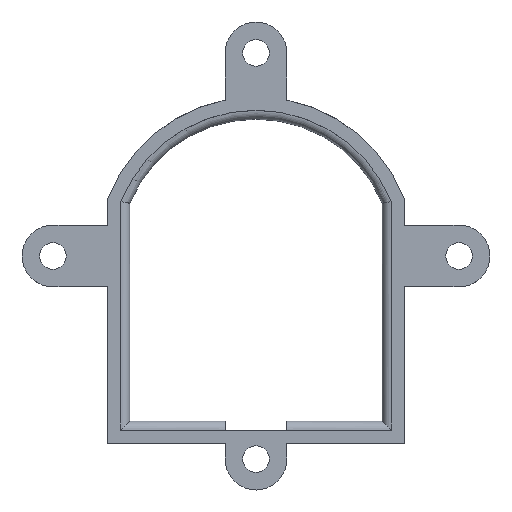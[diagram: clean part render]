
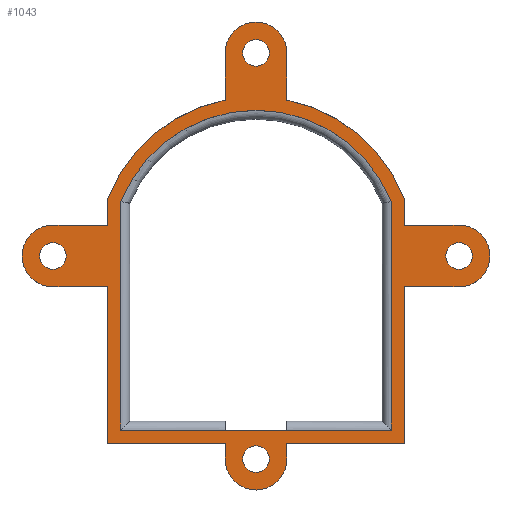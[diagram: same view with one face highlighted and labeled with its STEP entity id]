
A CAD part, top view. The second image highlights one B-rep face of the part: STEP entity #1043.
In plain terms, the highlighted planar face has unit normal (0, 0, 1).
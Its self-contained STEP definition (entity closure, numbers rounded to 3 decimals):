
#29=FACE_BOUND('',#148,.T.);
#30=FACE_BOUND('',#149,.T.);
#31=FACE_BOUND('',#150,.T.);
#32=FACE_BOUND('',#151,.T.);
#33=FACE_BOUND('',#152,.T.);
#47=PLANE('',#1134);
#91=FACE_OUTER_BOUND('',#147,.T.);
#147=EDGE_LOOP('',(#792,#793,#794,#795,#796,#797,#798,#799,#800,#801,#802,
#803,#804,#805,#806,#807,#808,#809,#810,#811));
#148=EDGE_LOOP('',(#812,#813,#814,#815));
#149=EDGE_LOOP('',(#816));
#150=EDGE_LOOP('',(#817));
#151=EDGE_LOOP('',(#818));
#152=EDGE_LOOP('',(#819));
#234=LINE('',#1668,#344);
#237=LINE('',#1674,#347);
#238=LINE('',#1676,#348);
#239=LINE('',#1680,#349);
#240=LINE('',#1682,#350);
#241=LINE('',#1686,#351);
#242=LINE('',#1690,#352);
#243=LINE('',#1694,#353);
#244=LINE('',#1696,#354);
#245=LINE('',#1700,#355);
#246=LINE('',#1702,#356);
#247=LINE('',#1704,#357);
#248=LINE('',#1706,#358);
#249=LINE('',#1710,#359);
#250=LINE('',#1711,#360);
#251=LINE('',#1713,#361);
#252=LINE('',#1715,#362);
#344=VECTOR('',#1323,10.);
#347=VECTOR('',#1328,10.);
#348=VECTOR('',#1329,10.);
#349=VECTOR('',#1332,10.);
#350=VECTOR('',#1333,10.);
#351=VECTOR('',#1336,10.);
#352=VECTOR('',#1339,10.);
#353=VECTOR('',#1342,10.);
#354=VECTOR('',#1343,10.);
#355=VECTOR('',#1346,10.);
#356=VECTOR('',#1347,10.);
#357=VECTOR('',#1348,10.);
#358=VECTOR('',#1349,10.);
#359=VECTOR('',#1352,10.);
#360=VECTOR('',#1353,10.);
#361=VECTOR('',#1354,10.);
#362=VECTOR('',#1355,10.);
#427=CIRCLE('',#1135,3.5);
#428=CIRCLE('',#1136,18.);
#429=CIRCLE('',#1137,3.5);
#430=CIRCLE('',#1138,18.);
#431=CIRCLE('',#1139,3.5);
#432=CIRCLE('',#1140,3.5);
#433=CIRCLE('',#1141,16.5);
#434=CIRCLE('',#1142,1.5);
#435=CIRCLE('',#1143,1.5);
#436=CIRCLE('',#1144,1.5);
#437=CIRCLE('',#1145,1.5);
#496=VERTEX_POINT('',#1666);
#497=VERTEX_POINT('',#1667);
#498=VERTEX_POINT('',#1672);
#499=VERTEX_POINT('',#1673);
#500=VERTEX_POINT('',#1675);
#501=VERTEX_POINT('',#1677);
#502=VERTEX_POINT('',#1679);
#503=VERTEX_POINT('',#1681);
#504=VERTEX_POINT('',#1683);
#505=VERTEX_POINT('',#1685);
#506=VERTEX_POINT('',#1687);
#507=VERTEX_POINT('',#1689);
#508=VERTEX_POINT('',#1691);
#509=VERTEX_POINT('',#1693);
#510=VERTEX_POINT('',#1695);
#511=VERTEX_POINT('',#1697);
#512=VERTEX_POINT('',#1699);
#513=VERTEX_POINT('',#1701);
#514=VERTEX_POINT('',#1703);
#515=VERTEX_POINT('',#1705);
#516=VERTEX_POINT('',#1707);
#517=VERTEX_POINT('',#1709);
#518=VERTEX_POINT('',#1712);
#519=VERTEX_POINT('',#1714);
#520=VERTEX_POINT('',#1717);
#521=VERTEX_POINT('',#1719);
#522=VERTEX_POINT('',#1721);
#523=VERTEX_POINT('',#1723);
#612=EDGE_CURVE('',#496,#497,#234,.T.);
#615=EDGE_CURVE('',#498,#499,#237,.T.);
#616=EDGE_CURVE('',#500,#498,#238,.T.);
#617=EDGE_CURVE('',#500,#501,#427,.T.);
#618=EDGE_CURVE('',#501,#502,#239,.T.);
#619=EDGE_CURVE('',#503,#502,#240,.T.);
#620=EDGE_CURVE('',#503,#504,#428,.T.);
#621=EDGE_CURVE('',#505,#504,#241,.T.);
#622=EDGE_CURVE('',#505,#506,#429,.T.);
#623=EDGE_CURVE('',#506,#507,#242,.T.);
#624=EDGE_CURVE('',#507,#508,#430,.T.);
#625=EDGE_CURVE('',#508,#509,#243,.T.);
#626=EDGE_CURVE('',#510,#509,#244,.T.);
#627=EDGE_CURVE('',#510,#511,#431,.T.);
#628=EDGE_CURVE('',#511,#512,#245,.T.);
#629=EDGE_CURVE('',#512,#513,#246,.T.);
#630=EDGE_CURVE('',#513,#514,#247,.T.);
#631=EDGE_CURVE('',#515,#514,#248,.T.);
#632=EDGE_CURVE('',#515,#516,#432,.T.);
#633=EDGE_CURVE('',#516,#517,#249,.T.);
#634=EDGE_CURVE('',#517,#499,#250,.T.);
#635=EDGE_CURVE('',#497,#518,#251,.T.);
#636=EDGE_CURVE('',#518,#519,#252,.T.);
#637=EDGE_CURVE('',#519,#496,#433,.T.);
#638=EDGE_CURVE('',#520,#520,#434,.T.);
#639=EDGE_CURVE('',#521,#521,#435,.T.);
#640=EDGE_CURVE('',#522,#522,#436,.T.);
#641=EDGE_CURVE('',#523,#523,#437,.T.);
#792=ORIENTED_EDGE('',*,*,#615,.F.);
#793=ORIENTED_EDGE('',*,*,#616,.F.);
#794=ORIENTED_EDGE('',*,*,#617,.T.);
#795=ORIENTED_EDGE('',*,*,#618,.T.);
#796=ORIENTED_EDGE('',*,*,#619,.F.);
#797=ORIENTED_EDGE('',*,*,#620,.T.);
#798=ORIENTED_EDGE('',*,*,#621,.F.);
#799=ORIENTED_EDGE('',*,*,#622,.T.);
#800=ORIENTED_EDGE('',*,*,#623,.T.);
#801=ORIENTED_EDGE('',*,*,#624,.T.);
#802=ORIENTED_EDGE('',*,*,#625,.T.);
#803=ORIENTED_EDGE('',*,*,#626,.F.);
#804=ORIENTED_EDGE('',*,*,#627,.T.);
#805=ORIENTED_EDGE('',*,*,#628,.T.);
#806=ORIENTED_EDGE('',*,*,#629,.T.);
#807=ORIENTED_EDGE('',*,*,#630,.T.);
#808=ORIENTED_EDGE('',*,*,#631,.F.);
#809=ORIENTED_EDGE('',*,*,#632,.T.);
#810=ORIENTED_EDGE('',*,*,#633,.T.);
#811=ORIENTED_EDGE('',*,*,#634,.T.);
#812=ORIENTED_EDGE('',*,*,#612,.T.);
#813=ORIENTED_EDGE('',*,*,#635,.T.);
#814=ORIENTED_EDGE('',*,*,#636,.T.);
#815=ORIENTED_EDGE('',*,*,#637,.T.);
#816=ORIENTED_EDGE('',*,*,#638,.T.);
#817=ORIENTED_EDGE('',*,*,#639,.T.);
#818=ORIENTED_EDGE('',*,*,#640,.T.);
#819=ORIENTED_EDGE('',*,*,#641,.T.);
#1043=ADVANCED_FACE('',(#91,#29,#30,#31,#32,#33),#47,.T.);
#1134=AXIS2_PLACEMENT_3D('',#1671,#1326,#1327);
#1135=AXIS2_PLACEMENT_3D('',#1678,#1330,#1331);
#1136=AXIS2_PLACEMENT_3D('',#1684,#1334,#1335);
#1137=AXIS2_PLACEMENT_3D('',#1688,#1337,#1338);
#1138=AXIS2_PLACEMENT_3D('',#1692,#1340,#1341);
#1139=AXIS2_PLACEMENT_3D('',#1698,#1344,#1345);
#1140=AXIS2_PLACEMENT_3D('',#1708,#1350,#1351);
#1141=AXIS2_PLACEMENT_3D('',#1716,#1356,#1357);
#1142=AXIS2_PLACEMENT_3D('',#1718,#1358,#1359);
#1143=AXIS2_PLACEMENT_3D('',#1720,#1360,#1361);
#1144=AXIS2_PLACEMENT_3D('',#1722,#1362,#1363);
#1145=AXIS2_PLACEMENT_3D('',#1724,#1364,#1365);
#1323=DIRECTION('',(0.,-1.,0.));
#1326=DIRECTION('center_axis',(0.,0.,1.));
#1327=DIRECTION('ref_axis',(1.,0.,0.));
#1328=DIRECTION('',(0.,-1.,0.));
#1329=DIRECTION('',(-1.,0.,0.));
#1330=DIRECTION('center_axis',(0.,0.,1.));
#1331=DIRECTION('ref_axis',(-0.076,-0.997,0.));
#1332=DIRECTION('',(-1.,0.,0.));
#1333=DIRECTION('',(0.,-1.,0.));
#1334=DIRECTION('center_axis',(0.,0.,1.));
#1335=DIRECTION('ref_axis',(0.933,0.359,0.));
#1336=DIRECTION('',(0.,-1.,0.));
#1337=DIRECTION('center_axis',(0.,0.,1.));
#1338=DIRECTION('ref_axis',(0.997,-0.076,0.));
#1339=DIRECTION('',(0.,-1.,0.));
#1340=DIRECTION('center_axis',(0.,0.,1.));
#1341=DIRECTION('ref_axis',(0.933,0.359,0.));
#1342=DIRECTION('',(0.,-1.,0.));
#1343=DIRECTION('',(1.,0.,0.));
#1344=DIRECTION('center_axis',(0.,0.,1.));
#1345=DIRECTION('ref_axis',(0.076,0.997,0.));
#1346=DIRECTION('',(1.,0.,0.));
#1347=DIRECTION('',(0.,-1.,0.));
#1348=DIRECTION('',(1.,0.,0.));
#1349=DIRECTION('',(0.,1.,0.));
#1350=DIRECTION('center_axis',(0.,0.,1.));
#1351=DIRECTION('ref_axis',(-0.997,0.076,0.));
#1352=DIRECTION('',(0.,1.,0.));
#1353=DIRECTION('',(1.,0.,0.));
#1354=DIRECTION('',(-1.,0.,0.));
#1355=DIRECTION('',(0.,1.,0.));
#1356=DIRECTION('center_axis',(0.,0.,-1.));
#1357=DIRECTION('ref_axis',(0.927,0.374,0.));
#1358=DIRECTION('center_axis',(0.,0.,-1.));
#1359=DIRECTION('ref_axis',(1.,0.,0.));
#1360=DIRECTION('center_axis',(0.,0.,-1.));
#1361=DIRECTION('ref_axis',(1.,0.,0.));
#1362=DIRECTION('center_axis',(0.,0.,-1.));
#1363=DIRECTION('ref_axis',(1.,0.,0.));
#1364=DIRECTION('center_axis',(0.,0.,-1.));
#1365=DIRECTION('ref_axis',(1.,0.,0.));
#1666=CARTESIAN_POINT('',(15.3,6.177,0.));
#1667=CARTESIAN_POINT('',(15.3,-19.71,0.));
#1668=CARTESIAN_POINT('',(15.3,6.177,0.));
#1671=CARTESIAN_POINT('Origin',(0.,0.,0.));
#1672=CARTESIAN_POINT('',(16.8,-3.5,0.));
#1673=CARTESIAN_POINT('',(16.8,-21.21,0.));
#1674=CARTESIAN_POINT('',(16.8,6.462,0.));
#1675=CARTESIAN_POINT('',(23.,-3.5,0.));
#1676=CARTESIAN_POINT('',(23.,-3.5,0.));
#1677=CARTESIAN_POINT('',(23.,3.5,0.));
#1678=CARTESIAN_POINT('Origin',(23.,0.,0.));
#1679=CARTESIAN_POINT('',(16.8,3.5,0.));
#1680=CARTESIAN_POINT('',(23.,3.5,0.));
#1681=CARTESIAN_POINT('',(16.8,6.462,0.));
#1682=CARTESIAN_POINT('',(16.8,6.462,0.));
#1683=CARTESIAN_POINT('',(3.5,17.656,0.));
#1684=CARTESIAN_POINT('Origin',(0.,0.,0.));
#1685=CARTESIAN_POINT('',(3.5,23.,0.));
#1686=CARTESIAN_POINT('',(3.5,23.,0.));
#1687=CARTESIAN_POINT('',(-3.5,23.,0.));
#1688=CARTESIAN_POINT('Origin',(0.,23.,0.));
#1689=CARTESIAN_POINT('',(-3.5,17.656,0.));
#1690=CARTESIAN_POINT('',(-3.5,23.,0.));
#1691=CARTESIAN_POINT('',(-16.8,6.462,0.));
#1692=CARTESIAN_POINT('Origin',(0.,0.,0.));
#1693=CARTESIAN_POINT('',(-16.8,3.5,0.));
#1694=CARTESIAN_POINT('',(-16.8,6.462,0.));
#1695=CARTESIAN_POINT('',(-23.,3.5,0.));
#1696=CARTESIAN_POINT('',(-23.,3.5,0.));
#1697=CARTESIAN_POINT('',(-23.,-3.5,0.));
#1698=CARTESIAN_POINT('Origin',(-23.,0.,0.));
#1699=CARTESIAN_POINT('',(-16.8,-3.5,0.));
#1700=CARTESIAN_POINT('',(-23.,-3.5,0.));
#1701=CARTESIAN_POINT('',(-16.8,-21.21,0.));
#1702=CARTESIAN_POINT('',(-16.8,6.462,0.));
#1703=CARTESIAN_POINT('',(-3.5,-21.21,0.));
#1704=CARTESIAN_POINT('',(-16.8,-21.21,0.));
#1705=CARTESIAN_POINT('',(-3.5,-23.,0.));
#1706=CARTESIAN_POINT('',(-3.5,-23.,0.));
#1707=CARTESIAN_POINT('',(3.5,-23.,0.));
#1708=CARTESIAN_POINT('Origin',(0.,-23.,0.));
#1709=CARTESIAN_POINT('',(3.5,-21.21,0.));
#1710=CARTESIAN_POINT('',(3.5,-23.,0.));
#1711=CARTESIAN_POINT('',(-16.8,-21.21,0.));
#1712=CARTESIAN_POINT('',(-15.3,-19.71,0.));
#1713=CARTESIAN_POINT('',(-15.3,-19.71,0.));
#1714=CARTESIAN_POINT('',(-15.3,6.177,0.));
#1715=CARTESIAN_POINT('',(-15.3,6.177,0.));
#1716=CARTESIAN_POINT('Origin',(0.,0.,0.));
#1717=CARTESIAN_POINT('',(21.5,0.,0.));
#1718=CARTESIAN_POINT('Origin',(23.,0.,0.));
#1719=CARTESIAN_POINT('',(-1.5,23.,0.));
#1720=CARTESIAN_POINT('Origin',(0.,23.,0.));
#1721=CARTESIAN_POINT('',(-24.5,0.,0.));
#1722=CARTESIAN_POINT('Origin',(-23.,0.,0.));
#1723=CARTESIAN_POINT('',(-1.5,-23.,0.));
#1724=CARTESIAN_POINT('Origin',(0.,-23.,0.));
